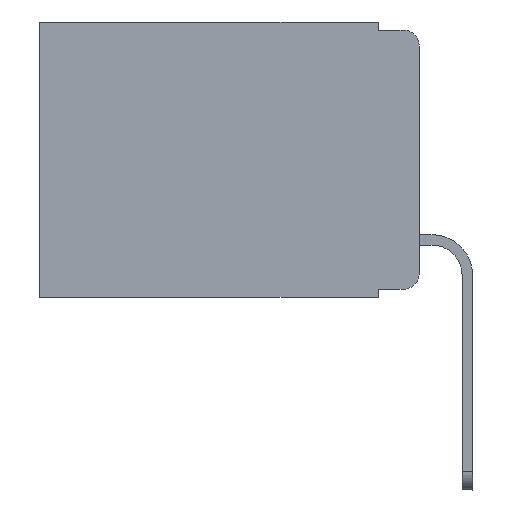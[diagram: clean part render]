
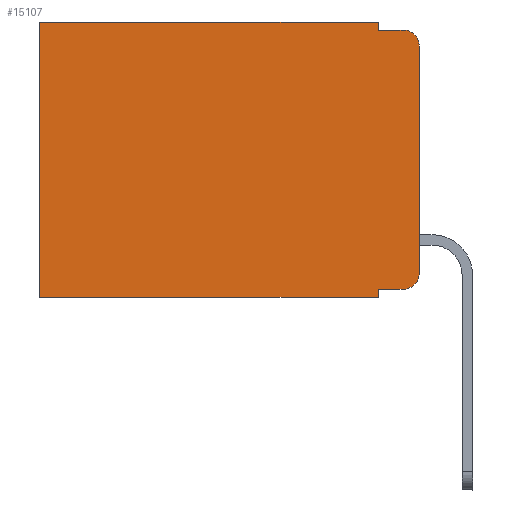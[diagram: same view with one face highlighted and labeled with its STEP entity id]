
A CAD part, left-side view. The second image highlights one B-rep face of the part: STEP entity #15107.
In plain terms, the highlighted planar face has unit normal (-1, 0, 0).
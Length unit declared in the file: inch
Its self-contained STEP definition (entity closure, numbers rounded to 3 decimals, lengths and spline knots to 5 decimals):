
#41 = EDGE_CURVE ( 'NONE', #19077, #13526, #18364, .T. ) ;
#146 = CARTESIAN_POINT ( 'NONE',  ( 0.298, 0.473, 0. ) ) ;
#555 = CARTESIAN_POINT ( 'NONE',  ( 0.298, 0., 0. ) ) ;
#626 = DIRECTION ( 'NONE',  ( 0., -1., 0. ) ) ;
#1426 = LINE ( 'NONE', #11281, #12071 ) ;
#1436 = CARTESIAN_POINT ( 'NONE',  ( 0.298, 0., -0.313 ) ) ;
#1470 = VERTEX_POINT ( 'NONE', #16066 ) ;
#1501 = ORIENTED_EDGE ( 'NONE', *, *, #14187, .T. ) ;
#2100 = VECTOR ( 'NONE', #626, 39.37008 ) ;
#2343 = ORIENTED_EDGE ( 'NONE', *, *, #7269, .F. ) ;
#2791 = CARTESIAN_POINT ( 'NONE',  ( 0.298, 0.051, 0. ) ) ;
#2843 = DIRECTION ( 'NONE',  ( 0., 0., -1. ) ) ;
#3565 = CARTESIAN_POINT ( 'NONE',  ( 0.298, 0.051, -0.343 ) ) ;
#3647 = ORIENTED_EDGE ( 'NONE', *, *, #5172, .F. ) ;
#3860 = VERTEX_POINT ( 'NONE', #13782 ) ;
#4332 = LINE ( 'NONE', #14664, #20970 ) ;
#4577 = VECTOR ( 'NONE', #21057, 39.37008 ) ;
#4818 = DIRECTION ( 'NONE',  ( 0., 0., -1. ) ) ;
#5172 = EDGE_CURVE ( 'NONE', #13526, #3860, #4332, .T. ) ;
#5467 = VERTEX_POINT ( 'NONE', #3565 ) ;
#5575 = EDGE_CURVE ( 'NONE', #15047, #5467, #7637, .T. ) ;
#5777 = ORIENTED_EDGE ( 'NONE', *, *, #5575, .F. ) ;
#5798 = EDGE_CURVE ( 'NONE', #15047, #6370, #6715, .T. ) ;
#5899 = CARTESIAN_POINT ( 'NONE',  ( 0.298, 0.02, -0.333 ) ) ;
#6157 = PLANE ( 'NONE',  #12731 ) ;
#6284 = DIRECTION ( 'NONE',  ( -1., 0., 0. ) ) ;
#6370 = VERTEX_POINT ( 'NONE', #5899 ) ;
#6406 = CARTESIAN_POINT ( 'NONE',  ( 0.298, 0.02, -0.313 ) ) ;
#6489 = ORIENTED_EDGE ( 'NONE', *, *, #5798, .T. ) ;
#6715 = LINE ( 'NONE', #12383, #2100 ) ;
#6739 = VECTOR ( 'NONE', #2843, 39.37008 ) ;
#7269 = EDGE_CURVE ( 'NONE', #18146, #14770, #1426, .T. ) ;
#7285 = LINE ( 'NONE', #555, #18442 ) ;
#7400 = EDGE_CURVE ( 'NONE', #6370, #14770, #8884, .T. ) ;
#7592 = CARTESIAN_POINT ( 'NONE',  ( 0.298, 0.051, -0.333 ) ) ;
#7637 = LINE ( 'NONE', #19417, #4577 ) ;
#8139 = CIRCLE ( 'NONE', #20530, 0.02 ) ;
#8884 = CIRCLE ( 'NONE', #21284, 0.02 ) ;
#8957 = DIRECTION ( 'NONE',  ( 0., 1., 0. ) ) ;
#9520 = ORIENTED_EDGE ( 'NONE', *, *, #7400, .T. ) ;
#9561 = EDGE_LOOP ( 'NONE', ( #2343, #1501, #3647, #10163, #15206, #20592, #18433, #5777, #6489, #9520 ) ) ;
#10163 = ORIENTED_EDGE ( 'NONE', *, *, #41, .F. ) ;
#10236 = CARTESIAN_POINT ( 'NONE',  ( 0.298, 0.051, -0.01 ) ) ;
#10765 = CARTESIAN_POINT ( 'NONE',  ( 0.298, 0.02, -0.03 ) ) ;
#11281 = CARTESIAN_POINT ( 'NONE',  ( 0.298, 0., 0. ) ) ;
#11734 = DIRECTION ( 'NONE',  ( 0., 0., -1. ) ) ;
#12071 = VECTOR ( 'NONE', #11734, 39.37008 ) ;
#12340 = DIRECTION ( 'NONE',  ( 0., 0., -1. ) ) ;
#12383 = CARTESIAN_POINT ( 'NONE',  ( 0.298, 0.051, -0.333 ) ) ;
#12731 = AXIS2_PLACEMENT_3D ( 'NONE', #12837, #14731, #17931 ) ;
#12837 = CARTESIAN_POINT ( 'NONE',  ( 0.298, 0., 0. ) ) ;
#13526 = VERTEX_POINT ( 'NONE', #10236 ) ;
#13782 = CARTESIAN_POINT ( 'NONE',  ( 0.298, 0.02, -0.01 ) ) ;
#13943 = EDGE_CURVE ( 'NONE', #5467, #1470, #20425, .T. ) ;
#14187 = EDGE_CURVE ( 'NONE', #18146, #3860, #8139, .T. ) ;
#14335 = DIRECTION ( 'NONE',  ( -1., 0., 0. ) ) ;
#14629 = FACE_OUTER_BOUND ( 'NONE', #9561, .T. ) ;
#14664 = CARTESIAN_POINT ( 'NONE',  ( 0.298, 0.051, -0.01 ) ) ;
#14731 = DIRECTION ( 'NONE',  ( 1., 0., 0. ) ) ;
#14770 = VERTEX_POINT ( 'NONE', #1436 ) ;
#15047 = VERTEX_POINT ( 'NONE', #7592 ) ;
#15107 = ADVANCED_FACE ( 'NONE', ( #14629 ), #6157, .F. ) ;
#15206 = ORIENTED_EDGE ( 'NONE', *, *, #21060, .T. ) ;
#16062 = CARTESIAN_POINT ( 'NONE',  ( 0.298, 0., -0.03 ) ) ;
#16066 = CARTESIAN_POINT ( 'NONE',  ( 0.298, 0.473, -0.343 ) ) ;
#16170 = CARTESIAN_POINT ( 'NONE',  ( 0.298, 0.473, 0. ) ) ;
#16803 = DIRECTION ( 'NONE',  ( 0., 1., 0. ) ) ;
#17018 = CARTESIAN_POINT ( 'NONE',  ( 0.298, 0., -0.343 ) ) ;
#17931 = DIRECTION ( 'NONE',  ( 0., 0., -1. ) ) ;
#17976 = DIRECTION ( 'NONE',  ( 0., -1., 0. ) ) ;
#18146 = VERTEX_POINT ( 'NONE', #16062 ) ;
#18179 = DIRECTION ( 'NONE',  ( 0., 0., -1. ) ) ;
#18247 = CARTESIAN_POINT ( 'NONE',  ( 0.298, 0.051, 0. ) ) ;
#18364 = LINE ( 'NONE', #18247, #21886 ) ;
#18433 = ORIENTED_EDGE ( 'NONE', *, *, #13943, .F. ) ;
#18442 = VECTOR ( 'NONE', #8957, 39.37008 ) ;
#19077 = VERTEX_POINT ( 'NONE', #2791 ) ;
#19417 = CARTESIAN_POINT ( 'NONE',  ( 0.298, 0.051, 0. ) ) ;
#19716 = LINE ( 'NONE', #16170, #6739 ) ;
#19837 = VECTOR ( 'NONE', #16803, 39.37008 ) ;
#20425 = LINE ( 'NONE', #17018, #19837 ) ;
#20511 = VERTEX_POINT ( 'NONE', #146 ) ;
#20530 = AXIS2_PLACEMENT_3D ( 'NONE', #10765, #14335, #12340 ) ;
#20592 = ORIENTED_EDGE ( 'NONE', *, *, #21825, .T. ) ;
#20970 = VECTOR ( 'NONE', #17976, 39.37008 ) ;
#21057 = DIRECTION ( 'NONE',  ( 0., 0., -1. ) ) ;
#21060 = EDGE_CURVE ( 'NONE', #19077, #20511, #7285, .T. ) ;
#21284 = AXIS2_PLACEMENT_3D ( 'NONE', #6406, #6284, #18179 ) ;
#21825 = EDGE_CURVE ( 'NONE', #20511, #1470, #19716, .T. ) ;
#21886 = VECTOR ( 'NONE', #4818, 39.37008 ) ;
